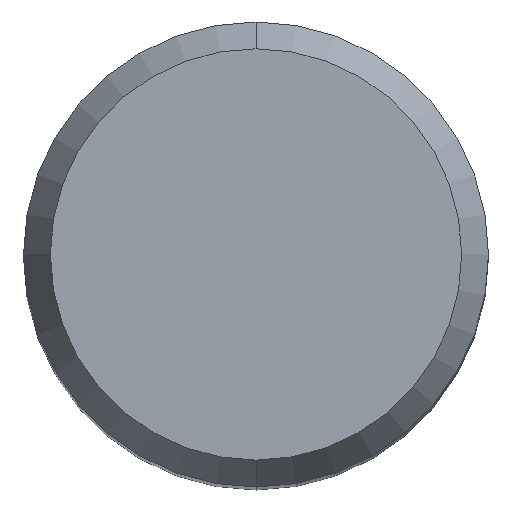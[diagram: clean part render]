
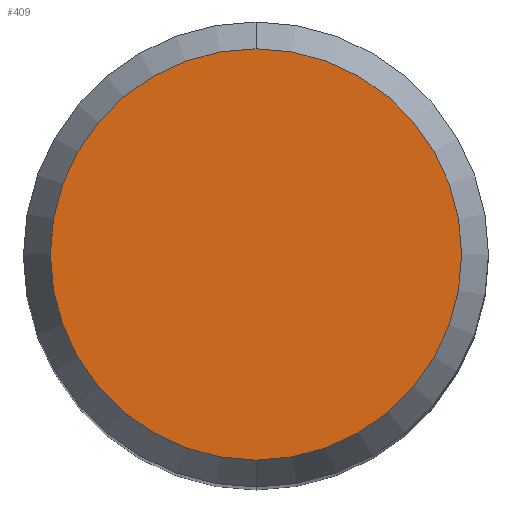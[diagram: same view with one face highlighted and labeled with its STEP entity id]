
A CAD part, top view. The second image highlights one B-rep face of the part: STEP entity #409.
In plain terms, the highlighted planar face has unit normal (0, 0, 1).
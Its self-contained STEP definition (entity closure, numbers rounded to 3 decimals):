
#293=VERTEX_POINT('',#595);
#311=EDGE_CURVE('',#425,#293,#614,.T.);
#409=ADVANCED_FACE('',(#725),#726,.T.);
#415=EDGE_CURVE('',#293,#425,#733,.T.);
#425=VERTEX_POINT('',#743);
#595=CARTESIAN_POINT('',(0.0,4.423,0.0));
#614=CIRCLE('',#1093,4.423);
#725=FACE_OUTER_BOUND('',#1327,.T.);
#726=PLANE('',#1328);
#733=CIRCLE('',#1336,4.423);
#743=CARTESIAN_POINT('',(0.,-4.423,0.0));
#1093=AXIS2_PLACEMENT_3D('',#1578,#1579,#1580);
#1327=EDGE_LOOP('',(#1719,#1720));
#1328=AXIS2_PLACEMENT_3D('',#1721,#1722,#1723);
#1336=AXIS2_PLACEMENT_3D('',#1730,#1731,#1732);
#1578=CARTESIAN_POINT('',(0.0,0.0,0.0));
#1579=DIRECTION('',(0.0,0.0,-1.0));
#1580=DIRECTION('',(0.0,1.0,0.0));
#1719=ORIENTED_EDGE('',*,*,#415,.F.);
#1720=ORIENTED_EDGE('',*,*,#311,.F.);
#1721=CARTESIAN_POINT('',(0.0,2.211,0.0));
#1722=DIRECTION('',(-0.0,0.0,1.0));
#1723=DIRECTION('',(0.0,-1.0,0.0));
#1730=CARTESIAN_POINT('',(0.0,0.0,0.0));
#1731=DIRECTION('',(0.0,0.0,-1.0));
#1732=DIRECTION('',(0.0,1.0,0.0));
